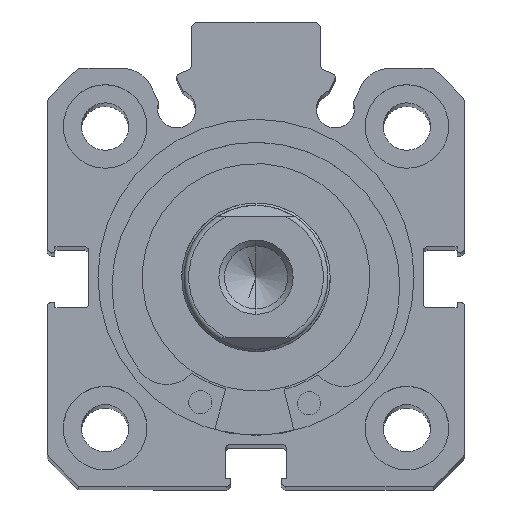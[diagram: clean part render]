
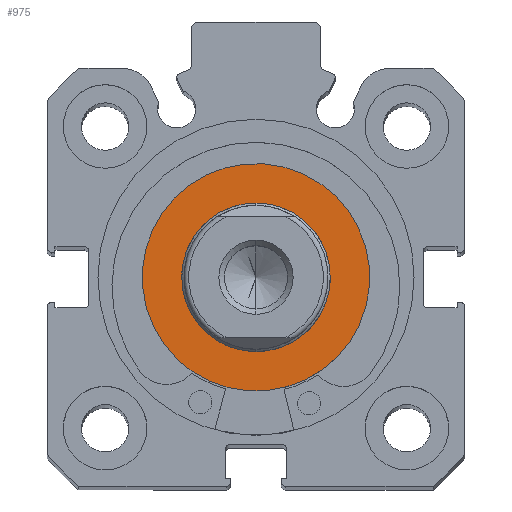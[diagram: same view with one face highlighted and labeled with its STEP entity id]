
A CAD part, top view. The second image highlights one B-rep face of the part: STEP entity #975.
In plain terms, the highlighted face is planar.
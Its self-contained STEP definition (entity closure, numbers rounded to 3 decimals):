
#21 = CARTESIAN_POINT ( 'NONE',  ( 0., 0., -12.25 ) ) ;
#30 = CARTESIAN_POINT ( 'NONE',  ( 0., 0., 12.25 ) ) ;
#51 = CARTESIAN_POINT ( 'NONE',  ( 0., 0., -8. ) ) ;
#52 = CARTESIAN_POINT ( 'NONE',  ( 0., 0., 8. ) ) ;
#328 = VERTEX_POINT ( 'NONE', #52 ) ;
#329 = VERTEX_POINT ( 'NONE', #51 ) ;
#332 = VERTEX_POINT ( 'NONE', #30 ) ;
#333 = VERTEX_POINT ( 'NONE', #21 ) ;
#666 = CARTESIAN_POINT ( 'NONE',  ( 0., 12.25, 0. ) ) ;
#667 = PLANE ( 'NONE',  #2337 ) ;
#668 = DIRECTION ( 'NONE',  ( 1., 0., 0. ) ) ;
#670 = DIRECTION ( 'NONE',  ( 0., 0., -1. ) ) ;
#975 = ADVANCED_FACE ( 'NONE', ( #2969, #2989 ), #667, .F. ) ;
#2083 = EDGE_CURVE ( 'NONE', #332, #333, #5051, .T. ) ;
#2085 = EDGE_CURVE ( 'NONE', #329, #328, #5054, .T. ) ;
#2101 = EDGE_CURVE ( 'NONE', #333, #332, #5075, .T. ) ;
#2103 = EDGE_CURVE ( 'NONE', #328, #329, #5078, .T. ) ;
#2337 = AXIS2_PLACEMENT_3D ( 'NONE', #666, #668, #670 ) ;
#2686 = AXIS2_PLACEMENT_3D ( 'NONE', #4814, #4820, #4821 ) ;
#2688 = AXIS2_PLACEMENT_3D ( 'NONE', #4819, #4827, #4828 ) ;
#2698 = AXIS2_PLACEMENT_3D ( 'NONE', #4862, #4869, #4870 ) ;
#2700 = AXIS2_PLACEMENT_3D ( 'NONE', #4868, #4873, #4874 ) ;
#2969 = FACE_BOUND ( 'NONE', #2978, .T. ) ;
#2977 = EDGE_LOOP ( 'NONE', ( #6402, #6401 ) ) ;
#2978 = EDGE_LOOP ( 'NONE', ( #6404, #6403 ) ) ;
#2989 = FACE_OUTER_BOUND ( 'NONE', #2977, .T. ) ;
#4814 = CARTESIAN_POINT ( 'NONE',  ( 0., 0., 0. ) ) ;
#4819 = CARTESIAN_POINT ( 'NONE',  ( 0., 0., 0. ) ) ;
#4820 = DIRECTION ( 'NONE',  ( -1., 0., 0. ) ) ;
#4821 = DIRECTION ( 'NONE',  ( 0., 0., 1. ) ) ;
#4827 = DIRECTION ( 'NONE',  ( -1., 0., 0. ) ) ;
#4828 = DIRECTION ( 'NONE',  ( 0., 0., 1. ) ) ;
#4862 = CARTESIAN_POINT ( 'NONE',  ( 0., 0., 0. ) ) ;
#4868 = CARTESIAN_POINT ( 'NONE',  ( 0., 0., 0. ) ) ;
#4869 = DIRECTION ( 'NONE',  ( -1., 0., 0. ) ) ;
#4870 = DIRECTION ( 'NONE',  ( 0., 0., 1. ) ) ;
#4873 = DIRECTION ( 'NONE',  ( -1., 0., 0. ) ) ;
#4874 = DIRECTION ( 'NONE',  ( 0., 0., 1. ) ) ;
#5051 = CIRCLE ( 'NONE', #2686, 12.25 ) ;
#5054 = CIRCLE ( 'NONE', #2688, 8. ) ;
#5075 = CIRCLE ( 'NONE', #2698, 12.25 ) ;
#5078 = CIRCLE ( 'NONE', #2700, 8. ) ;
#6401 = ORIENTED_EDGE ( 'NONE', *, *, #2101, .T. ) ;
#6402 = ORIENTED_EDGE ( 'NONE', *, *, #2083, .T. ) ;
#6403 = ORIENTED_EDGE ( 'NONE', *, *, #2085, .F. ) ;
#6404 = ORIENTED_EDGE ( 'NONE', *, *, #2103, .F. ) ;
